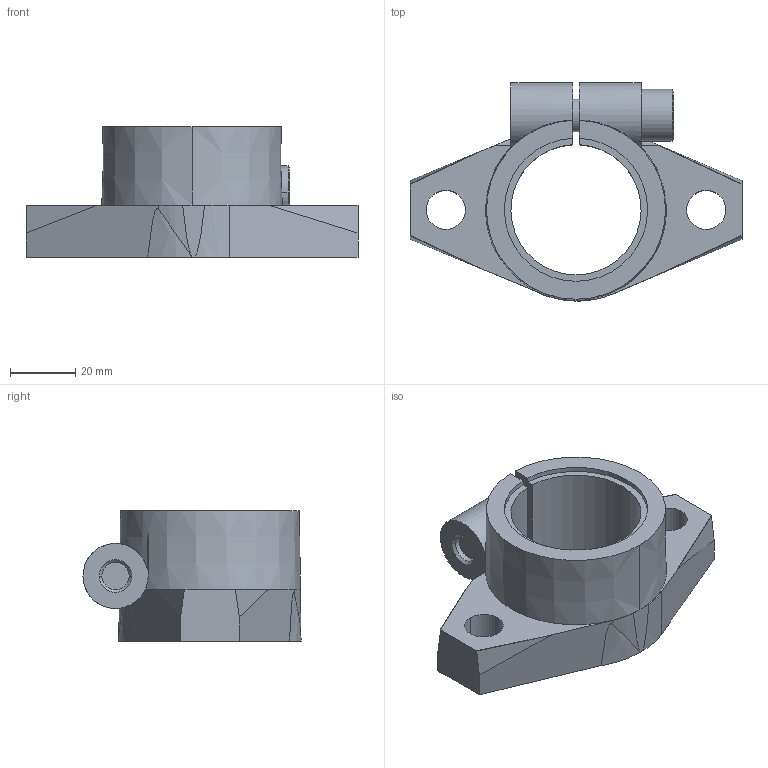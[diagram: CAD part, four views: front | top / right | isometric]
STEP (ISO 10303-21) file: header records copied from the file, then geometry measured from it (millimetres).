
FILE_DESCRIPTION( ( '' ), '1' );
FILE_NAME( 'SHF 40.stp', '2015-05-21T06:39:29', ( '' ), ( '' ), ' ', ' ', ' ' );
FILE_SCHEMA( ( 'CONFIG_CONTROL_DESIGN' ) );
Length unit declared in the file: millimetre
Products named in the file (1): 1
Bounding box: 102 x 67 x 40 mm (x, y, z)
Volume: 76906.3 mm3; surface area: 22050.7 mm2
Topology: 1 solids, 1 shells, 74 faces, 193 edges, 124 vertices
Faces by surface type: plane 38, cylinder 28, cone 8
Entity records: 2549 total; most frequent: CARTESIAN_POINT 659, DIRECTION 391, ORIENTED_EDGE 386, EDGE_CURVE 193, AXIS2_PLACEMENT_3D 142, VERTEX_POINT 124, LINE 107, VECTOR 107
